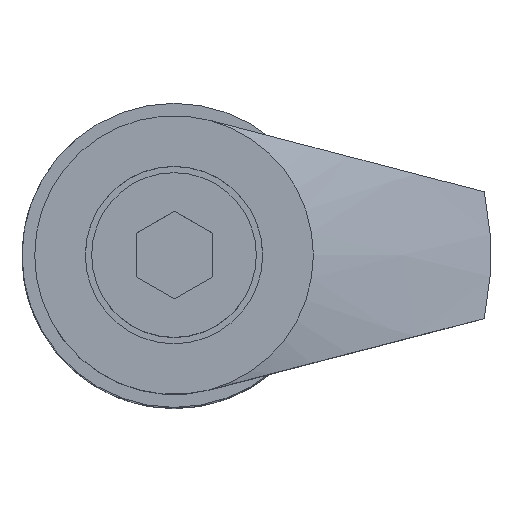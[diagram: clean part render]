
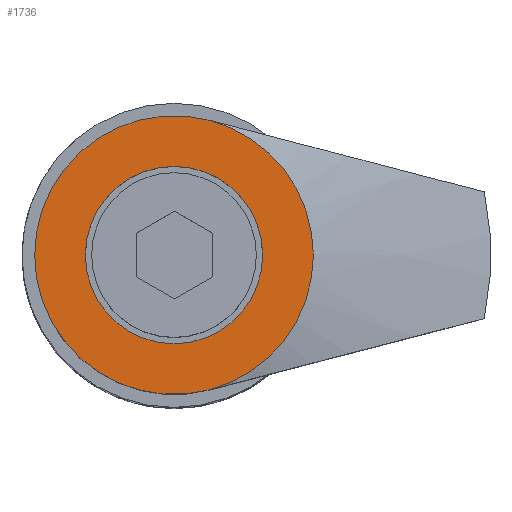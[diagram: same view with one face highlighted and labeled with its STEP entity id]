
A CAD part, top view. The second image highlights one B-rep face of the part: STEP entity #1736.
In plain terms, the highlighted planar face has unit normal (0, 0, 1).
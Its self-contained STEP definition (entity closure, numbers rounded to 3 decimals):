
#53 = CARTESIAN_POINT ( 'NONE',  ( 0., 0., 35. ) ) ;
#176 = DIRECTION ( 'NONE',  ( 0., 0., 1. ) ) ;
#180 = CIRCLE ( 'NONE', #685, 7. ) ;
#202 = ORIENTED_EDGE ( 'NONE', *, *, #1782, .T. ) ;
#282 = AXIS2_PLACEMENT_3D ( 'NONE', #53, #411, #1815 ) ;
#344 = CARTESIAN_POINT ( 'NONE',  ( -11., 0., 35. ) ) ;
#383 = FACE_OUTER_BOUND ( 'NONE', #2058, .T. ) ;
#411 = DIRECTION ( 'NONE',  ( 0., 0., 1. ) ) ;
#413 = DIRECTION ( 'NONE',  ( 1., 0., 0. ) ) ;
#431 = CIRCLE ( 'NONE', #282, 11. ) ;
#550 = DIRECTION ( 'NONE',  ( 0., 0., 1. ) ) ;
#557 = FACE_BOUND ( 'NONE', #1885, .T. ) ;
#685 = AXIS2_PLACEMENT_3D ( 'NONE', #1312, #550, #1260 ) ;
#696 = EDGE_CURVE ( 'NONE', #1103, #898, #1964, .T. ) ;
#750 = CARTESIAN_POINT ( 'NONE',  ( 0., 0., 35. ) ) ;
#767 = CARTESIAN_POINT ( 'NONE',  ( 0., 0., 35. ) ) ;
#815 = CARTESIAN_POINT ( 'NONE',  ( 0., 0., 35. ) ) ;
#824 = AXIS2_PLACEMENT_3D ( 'NONE', #815, #1667, #1508 ) ;
#867 = DIRECTION ( 'NONE',  ( 1., 0., 0. ) ) ;
#898 = VERTEX_POINT ( 'NONE', #1752 ) ;
#934 = CARTESIAN_POINT ( 'NONE',  ( -7., 0., 35. ) ) ;
#1086 = CIRCLE ( 'NONE', #1129, 11. ) ;
#1096 = EDGE_CURVE ( 'NONE', #1950, #1126, #431, .T. ) ;
#1103 = VERTEX_POINT ( 'NONE', #934 ) ;
#1126 = VERTEX_POINT ( 'NONE', #1274 ) ;
#1129 = AXIS2_PLACEMENT_3D ( 'NONE', #1705, #176, #867 ) ;
#1131 = ORIENTED_EDGE ( 'NONE', *, *, #1517, .T. ) ;
#1260 = DIRECTION ( 'NONE',  ( 1., 0., 0. ) ) ;
#1274 = CARTESIAN_POINT ( 'NONE',  ( 2.767, -10.646, 35. ) ) ;
#1309 = CIRCLE ( 'NONE', #1746, 11. ) ;
#1312 = CARTESIAN_POINT ( 'NONE',  ( 0., 0., 35. ) ) ;
#1330 = DIRECTION ( 'NONE',  ( 0., 0., 1. ) ) ;
#1373 = AXIS2_PLACEMENT_3D ( 'NONE', #750, #1623, #413 ) ;
#1508 = DIRECTION ( 'NONE',  ( 1., 0., 0. ) ) ;
#1509 = DIRECTION ( 'NONE',  ( 1., 0., 0. ) ) ;
#1517 = EDGE_CURVE ( 'NONE', #2096, #1950, #1086, .T. ) ;
#1601 = ORIENTED_EDGE ( 'NONE', *, *, #2066, .F. ) ;
#1623 = DIRECTION ( 'NONE',  ( 0., 0., 1. ) ) ;
#1647 = CARTESIAN_POINT ( 'NONE',  ( 2.767, 10.646, 35. ) ) ;
#1667 = DIRECTION ( 'NONE',  ( 0., 0., 1. ) ) ;
#1705 = CARTESIAN_POINT ( 'NONE',  ( 0., 0., 35. ) ) ;
#1736 = ADVANCED_FACE ( 'NONE', ( #557, #383 ), #2116, .T. ) ;
#1746 = AXIS2_PLACEMENT_3D ( 'NONE', #767, #1330, #1509 ) ;
#1752 = CARTESIAN_POINT ( 'NONE',  ( 7., 0., 35. ) ) ;
#1782 = EDGE_CURVE ( 'NONE', #1126, #2096, #1309, .T. ) ;
#1791 = ORIENTED_EDGE ( 'NONE', *, *, #1096, .T. ) ;
#1806 = ORIENTED_EDGE ( 'NONE', *, *, #696, .F. ) ;
#1815 = DIRECTION ( 'NONE',  ( 1., 0., 0. ) ) ;
#1885 = EDGE_LOOP ( 'NONE', ( #1601, #1806 ) ) ;
#1950 = VERTEX_POINT ( 'NONE', #344 ) ;
#1964 = CIRCLE ( 'NONE', #824, 7. ) ;
#2058 = EDGE_LOOP ( 'NONE', ( #1131, #1791, #202 ) ) ;
#2066 = EDGE_CURVE ( 'NONE', #898, #1103, #180, .T. ) ;
#2096 = VERTEX_POINT ( 'NONE', #1647 ) ;
#2116 = PLANE ( 'NONE',  #1373 ) ;
